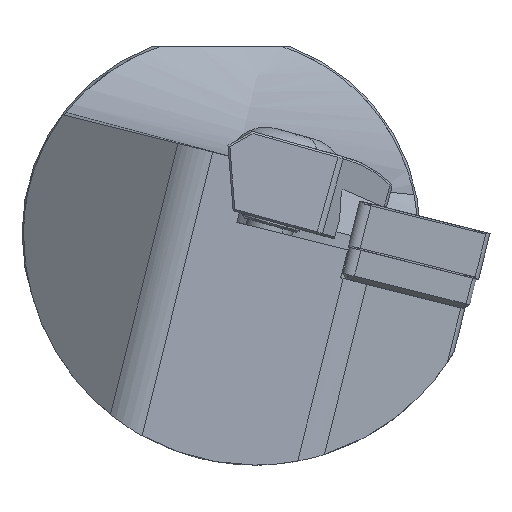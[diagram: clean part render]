
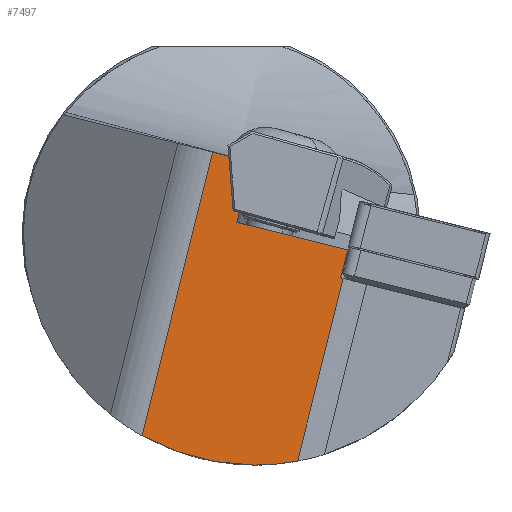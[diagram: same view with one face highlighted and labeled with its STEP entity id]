
A CAD part, left-side view. The second image highlights one B-rep face of the part: STEP entity #7497.
In plain terms, the highlighted planar face has unit normal (-1, -0.012, -0.003).
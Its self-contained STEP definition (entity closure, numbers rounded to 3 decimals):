
#76 = CARTESIAN_POINT ( 'NONE',  ( -217.762, 17.841, -22.976 ) ) ;
#104 = CARTESIAN_POINT ( 'NONE',  ( -217.692, 12.417, -23.865 ) ) ;
#122 = CARTESIAN_POINT ( 'NONE',  ( -217.631, 2.685, -4.441 ) ) ;
#160 = EDGE_CURVE ( 'NONE', #6868, #9343, #6872, .T. ) ;
#209 = CARTESIAN_POINT ( 'NONE',  ( -217.809, 13.944, 7.786 ) ) ;
#266 = CARTESIAN_POINT ( 'NONE',  ( -217.786, 13.491, 2.287 ) ) ;
#277 = VERTEX_POINT ( 'NONE', #2621 ) ;
#377 = FACE_OUTER_BOUND ( 'NONE', #6767, .T. ) ;
#491 = B_SPLINE_CURVE_WITH_KNOTS ( 'NONE', 3,
 ( #6540, #4988, #4073, #209, #3311, #1757, #7316 ),
 .UNSPECIFIED., .F., .F.,
 ( 4, 3, 4 ),
 ( 0.028, 0.028, 0.029 ),
 .UNSPECIFIED. ) ;
#492 = DIRECTION ( 'NONE',  ( 0.013, -0.97, -0.242 ) ) ;
#591 = VECTOR ( 'NONE', #9233, 1000. ) ;
#657 = VECTOR ( 'NONE', #2113, 1000. ) ;
#1033 = ORIENTED_EDGE ( 'NONE', *, *, #6870, .T. ) ;
#1173 = CARTESIAN_POINT ( 'NONE',  ( -217.83, 132.084, -459.251 ) ) ;
#1198 = CARTESIAN_POINT ( 'NONE',  ( -217.778, 128.14, -460.234 ) ) ;
#1312 = VECTOR ( 'NONE', #3015, 1000. ) ;
#1324 = VERTEX_POINT ( 'NONE', #2333 ) ;
#1757 = CARTESIAN_POINT ( 'NONE',  ( -217.823, 15.007, 8.051 ) ) ;
#1882 = CARTESIAN_POINT ( 'NONE',  ( -217.83, 22.639, -20.293 ) ) ;
#1913 = EDGE_CURVE ( 'NONE', #6868, #4372, #9083, .T. ) ;
#2036 = DIRECTION ( 'NONE',  ( 0., 0.242, -0.97 ) ) ;
#2045 = CARTESIAN_POINT ( 'NONE',  ( -217.628, 7.014, -22.853 ) ) ;
#2113 = DIRECTION ( 'NONE',  ( 0., -0.242, 0.97 ) ) ;
#2333 = CARTESIAN_POINT ( 'NONE',  ( -217.631, 1.988, -1.646 ) ) ;
#2428 = ORIENTED_EDGE ( 'NONE', *, *, #160, .T. ) ;
#2621 = CARTESIAN_POINT ( 'NONE',  ( -217.808, 13.923, 7.781 ) ) ;
#3015 = DIRECTION ( 'NONE',  ( -0.004, 0.078, 0.997 ) ) ;
#3226 = EDGE_CURVE ( 'NONE', #9343, #9024, #6587, .T. ) ;
#3311 = CARTESIAN_POINT ( 'NONE',  ( -217.816, 14.475, 7.919 ) ) ;
#3550 = VECTOR ( 'NONE', #4320, 1000. ) ;
#3604 = PLANE ( 'NONE',  #5246 ) ;
#3883 = CARTESIAN_POINT ( 'NONE',  ( -215.959, -21.879, -447.126 ) ) ;
#3997 = LINE ( 'NONE', #7436, #8499 ) ;
#4073 = CARTESIAN_POINT ( 'NONE',  ( -217.808, 13.937, 7.785 ) ) ;
#4320 = DIRECTION ( 'NONE',  ( 0., 0.242, -0.97 ) ) ;
#4372 = VERTEX_POINT ( 'NONE', #10130 ) ;
#4523 = LINE ( 'NONE', #8971, #6485 ) ;
#4536 = ORIENTED_EDGE ( 'NONE', *, *, #9967, .T. ) ;
#4776 = ORIENTED_EDGE ( 'NONE', *, *, #9857, .F. ) ;
#4842 = CARTESIAN_POINT ( 'NONE',  ( -217.83, 22.639, -20.293 ) ) ;
#4868 = EDGE_CURVE ( 'NONE', #8772, #5820, #6392, .T. ) ;
#4988 = CARTESIAN_POINT ( 'NONE',  ( -217.808, 13.93, 7.783 ) ) ;
#5181 = CARTESIAN_POINT ( 'NONE',  ( -217.83, 132.084, -459.251 ) ) ;
#5246 = AXIS2_PLACEMENT_3D ( 'NONE', #5181, #9185, #2036 ) ;
#5315 = LINE ( 'NONE', #3883, #1312 ) ;
#5533 = ORIENTED_EDGE ( 'NONE', *, *, #1913, .F. ) ;
#5820 = VERTEX_POINT ( 'NONE', #7203 ) ;
#5858 = DIRECTION ( 'NONE',  ( -0.013, 0.964, 0.267 ) ) ;
#6317 = VECTOR ( 'NONE', #9837, 1000. ) ;
#6392 = LINE ( 'NONE', #1198, #3550 ) ;
#6485 = VECTOR ( 'NONE', #7996, 1000. ) ;
#6540 = CARTESIAN_POINT ( 'NONE',  ( -217.808, 13.923, 7.781 ) ) ;
#6587 = LINE ( 'NONE', #7444, #6317 ) ;
#6756 = EDGE_CURVE ( 'NONE', #1324, #5820, #4523, .T. ) ;
#6767 = EDGE_LOOP ( 'NONE', ( #6883, #1033, #7569, #4536, #5533, #2428, #7215, #4776, #9027, #7605 ) ) ;
#6868 = VERTEX_POINT ( 'NONE', #1882 ) ;
#6870 = EDGE_CURVE ( 'NONE', #8772, #7038, #3997, .T. ) ;
#6872 =( BOUNDED_CURVE ( )  B_SPLINE_CURVE ( 3, ( #4842, #76, #104, #8794 ),
 .UNSPECIFIED., .F., .T. ) 
 B_SPLINE_CURVE_WITH_KNOTS ( ( 4, 4 ),
 ( 1.305, 2. ),
 .UNSPECIFIED. ) 
 CURVE ( )  GEOMETRIC_REPRESENTATION_ITEM ( )  RATIONAL_B_SPLINE_CURVE ( ( 1., 0.96, 0.96, 1. ) ) 
 REPRESENTATION_ITEM ( '' )  );
#6883 = ORIENTED_EDGE ( 'NONE', *, *, #4868, .F. ) ;
#6915 = VERTEX_POINT ( 'NONE', #122 ) ;
#7009 = LINE ( 'NONE', #8401, #657 ) ;
#7038 = VERTEX_POINT ( 'NONE', #266 ) ;
#7203 = CARTESIAN_POINT ( 'NONE',  ( -217.778, 13.11, 1.127 ) ) ;
#7215 = ORIENTED_EDGE ( 'NONE', *, *, #3226, .T. ) ;
#7316 = CARTESIAN_POINT ( 'NONE',  ( -217.83, 15.539, 8.184 ) ) ;
#7436 = CARTESIAN_POINT ( 'NONE',  ( -217.67, 4.761, -0.133 ) ) ;
#7444 = CARTESIAN_POINT ( 'NONE',  ( -217.628, 116.772, -463.069 ) ) ;
#7497 = ADVANCED_FACE ( 'NONE', ( #377 ), #3604, .F. ) ;
#7569 = ORIENTED_EDGE ( 'NONE', *, *, #10299, .T. ) ;
#7605 = ORIENTED_EDGE ( 'NONE', *, *, #6756, .T. ) ;
#7711 = VECTOR ( 'NONE', #492, 1000. ) ;
#7996 = DIRECTION ( 'NONE',  ( -0.013, 0.97, 0.242 ) ) ;
#8363 = LINE ( 'NONE', #9247, #7711 ) ;
#8401 = CARTESIAN_POINT ( 'NONE',  ( -217.631, 117.018, -463.007 ) ) ;
#8437 = CARTESIAN_POINT ( 'NONE',  ( -217.778, 12.864, 2.114 ) ) ;
#8458 = CARTESIAN_POINT ( 'NONE',  ( -217.628, 2.438, -4.502 ) ) ;
#8499 = VECTOR ( 'NONE', #5858, 1000. ) ;
#8729 = EDGE_CURVE ( 'NONE', #6915, #1324, #7009, .T. ) ;
#8772 = VERTEX_POINT ( 'NONE', #8437 ) ;
#8794 = CARTESIAN_POINT ( 'NONE',  ( -217.628, 7.014, -22.853 ) ) ;
#8971 = CARTESIAN_POINT ( 'NONE',  ( -217.83, 17.054, 2.11 ) ) ;
#9024 = VERTEX_POINT ( 'NONE', #8458 ) ;
#9027 = ORIENTED_EDGE ( 'NONE', *, *, #8729, .T. ) ;
#9083 = LINE ( 'NONE', #1173, #591 ) ;
#9185 = DIRECTION ( 'NONE',  ( 1., 0.012, 0.003 ) ) ;
#9233 = DIRECTION ( 'NONE',  ( 0., -0.242, 0.97 ) ) ;
#9247 = CARTESIAN_POINT ( 'NONE',  ( -217.83, 17.75, -0.684 ) ) ;
#9343 = VERTEX_POINT ( 'NONE', #2045 ) ;
#9837 = DIRECTION ( 'NONE',  ( 0., -0.242, 0.97 ) ) ;
#9857 = EDGE_CURVE ( 'NONE', #6915, #9024, #8363, .T. ) ;
#9967 = EDGE_CURVE ( 'NONE', #277, #4372, #491, .T. ) ;
#10130 = CARTESIAN_POINT ( 'NONE',  ( -217.83, 15.539, 8.184 ) ) ;
#10299 = EDGE_CURVE ( 'NONE', #7038, #277, #5315, .T. ) ;
